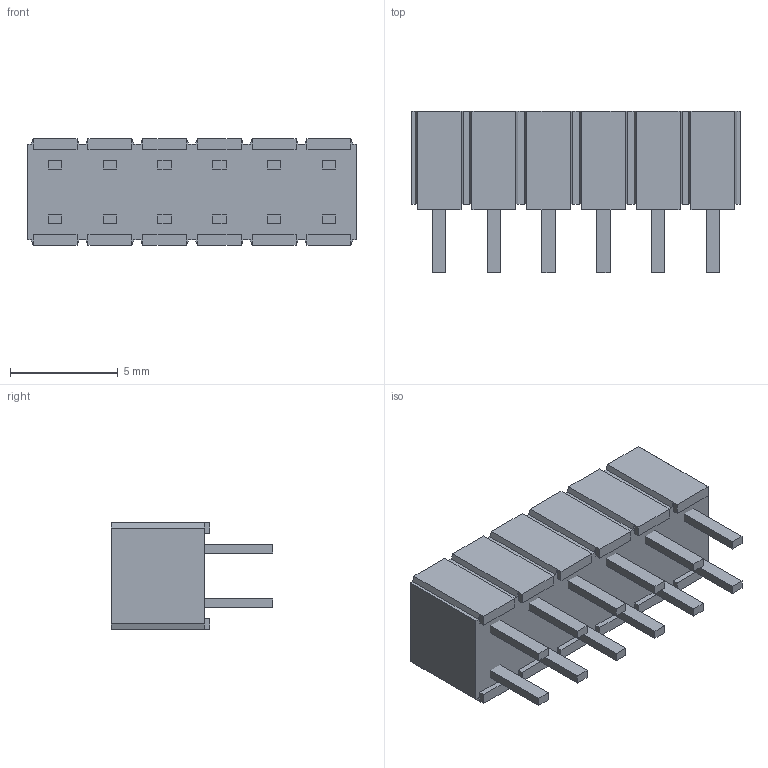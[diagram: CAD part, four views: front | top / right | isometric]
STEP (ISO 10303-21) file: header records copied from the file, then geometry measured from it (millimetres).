
FILE_DESCRIPTION (( 'STEP AP214' ), '1' );
FILE_NAME ('SLW-106-01-G-D.STEP', '2024-03-01T08:32:42', ( '' ), ( '' ), 'SwSTEP 2.0', 'SolidWorks 2023', '' );
FILE_SCHEMA (( 'AUTOMOTIVE_DESIGN' ));
Length unit declared in the file: millimetre
Products named in the file (3): SLW-106-01-D_socket; C-28-01-06-D; SLW-106-01-G-D
Assembly tree (2 placements, depth 2):
  SLW-106-01-G-D
    SLW-106-01-D_socket
    C-28-01-06-D
Bounding box: 15.24 x 7.49 x 4.95 mm (x, y, z)
Volume: 470.9 mm3; surface area: 943.8 mm2
Topology: 2 solids, 2 shells, 288 faces, 720 edges, 472 vertices
Faces by surface type: plane 288
Entity records: 9846 total; most frequent: CARTESIAN_POINT 1485, ORIENTED_EDGE 1440, DIRECTION 1306, EDGE_CURVE 720, VECTOR 720, LINE 720, VERTEX_POINT 472, EDGE_LOOP 324
